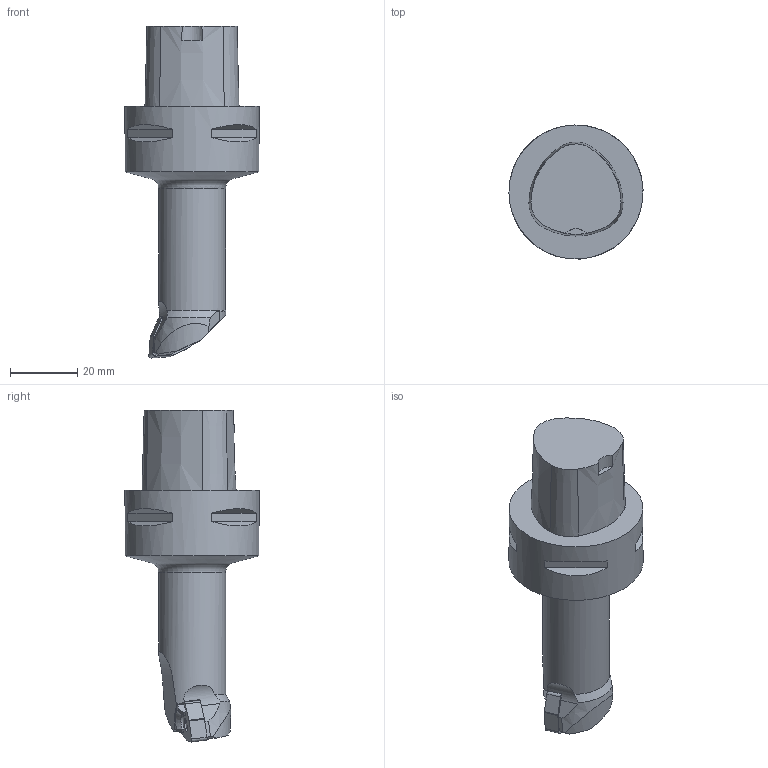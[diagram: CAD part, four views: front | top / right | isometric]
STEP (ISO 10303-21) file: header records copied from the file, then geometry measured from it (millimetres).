
FILE_DESCRIPTION(/* description */ (''),/* implementation_level */ '2;1');
FILE_NAME(/* name */ '1559888641892.stp',/* time_stamp */ '2019-06-07T11:54:12+05:00',/* author */ (''),/* organization */ ('SMS'),/* preprocessor_version */ 'ST-DEVELOPER v15',/* originating_system */ 'SIEMENS PLM Software NX 8.5',/* authorisation */ '');
FILE_SCHEMA (('AUTOMOTIVE_DESIGN { 1 0 10303 214 3 1 1 1 }'));
Length unit declared in the file: millimetre
Products named in the file (4): ASSEMBLY_CONSTRUCTION; IsoTurningInsert; 201770598mod000_00; 201770596mod000_00
Assembly tree (3 placements, depth 2):
  201770596mod000_00
    201770598mod000_00
    IsoTurningInsert
    ASSEMBLY_CONSTRUCTION
Bounding box: 39.99 x 39.97 x 99 mm (x, y, z)
Volume: 54772.8 mm3; surface area: 10593.6 mm2
Topology: 2 solids, 2 shells, 79 faces, 203 edges, 141 vertices
Faces by surface type: plane 50, cylinder 18, cone 10, torus 1
Full cylindrical faces by diameter (mm): 3.81 x2, 20 x1, 40 x1
Entity records: 2648 total; most frequent: CARTESIAN_POINT 551, DIRECTION 431, ORIENTED_EDGE 384, EDGE_CURVE 192, AXIS2_PLACEMENT_3D 163, VERTEX_POINT 130, LINE 105, VECTOR 105
